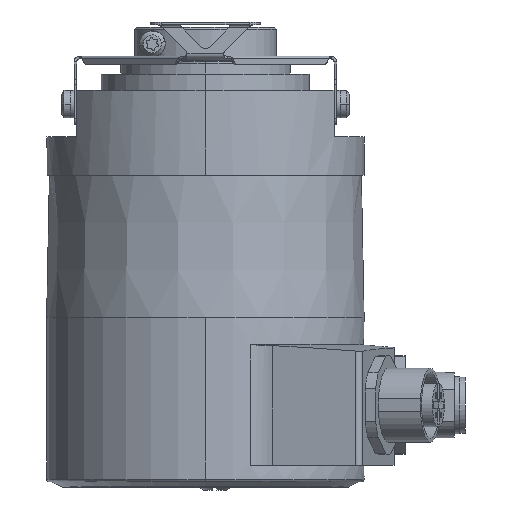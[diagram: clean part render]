
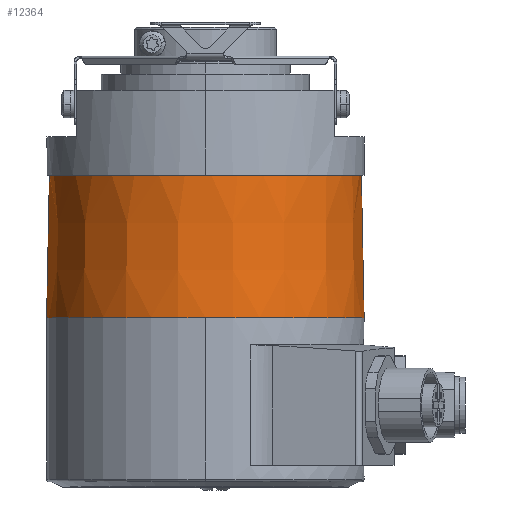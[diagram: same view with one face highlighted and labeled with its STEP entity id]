
A CAD part, left-side view. The second image highlights one B-rep face of the part: STEP entity #12364.
In plain terms, the highlighted conical face has half-angle 1.102 degrees and reference radius 28.75 mm.
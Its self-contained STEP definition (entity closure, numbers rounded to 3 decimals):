
#79=CARTESIAN_POINT('',(0.,0.,10.));
#80=DIRECTION('',(0.,0.,1.));
#81=DIRECTION('',(0.,1.,0.));
#82=AXIS2_PLACEMENT_3D('',#79,#80,#81);
#129=CARTESIAN_POINT('',(0.,0.,10.));
#130=DIRECTION('',(0.,0.,1.));
#131=DIRECTION('',(-0.076,0.997,0.));
#132=AXIS2_PLACEMENT_3D('',#129,#130,#131);
#139=DIRECTION('',(0.,0.019,-1.));
#140=VECTOR('',#139,26.005);
#141=CARTESIAN_POINT('',(0.,28.5,10.));
#142=LINE('',#141,#140);
#143=DIRECTION('',(0.,-0.019,-1.));
#144=VECTOR('',#143,26.005);
#145=CARTESIAN_POINT('',(0.,-28.5,10.));
#146=LINE('',#145,#144);
#157=CARTESIAN_POINT('',(0.,0.,-16.));
#158=DIRECTION('',(0.,0.,1.));
#159=DIRECTION('',(0.,1.,0.));
#160=AXIS2_PLACEMENT_3D('',#157,#158,#159);
#175=CARTESIAN_POINT('',(0.,0.,-16.));
#176=DIRECTION('',(0.,0.,1.));
#177=DIRECTION('',(-1.,0.,0.));
#178=AXIS2_PLACEMENT_3D('',#175,#176,#177);
#11302=CARTESIAN_POINT('',(0.,29.,-16.));
#11303=CARTESIAN_POINT('',(-29.,0.,-16.));
#11304=VERTEX_POINT('',#11302);
#11305=VERTEX_POINT('',#11303);
#11308=CARTESIAN_POINT('',(0.,-29.,-16.));
#11309=VERTEX_POINT('',#11308);
#11310=CARTESIAN_POINT('',(0.,28.5,10.));
#11311=VERTEX_POINT('',#11310);
#11326=CARTESIAN_POINT('',(-2.16,28.418,10.));
#11327=CARTESIAN_POINT('',(0.,-28.5,10.));
#11328=VERTEX_POINT('',#11326);
#11329=VERTEX_POINT('',#11327);
#12347=CARTESIAN_POINT('',(0.,0.,-3.));
#12348=DIRECTION('',(0.,0.,-1.));
#12349=DIRECTION('',(0.,-1.,0.));
#12350=AXIS2_PLACEMENT_3D('',#12347,#12348,#12349);
#12351=CONICAL_SURFACE('',#12350,28.75,1.102);
#12352=ORIENTED_EDGE('',*,*,#12332,.T.);
#12354=ORIENTED_EDGE('',*,*,#12353,.T.);
#12356=ORIENTED_EDGE('',*,*,#12355,.F.);
#12358=ORIENTED_EDGE('',*,*,#12357,.F.);
#12360=ORIENTED_EDGE('',*,*,#12359,.F.);
#12361=ORIENTED_EDGE('',*,*,#12295,.T.);
#12362=EDGE_LOOP('',(#12352,#12354,#12356,#12358,#12360,#12361));
#12363=FACE_OUTER_BOUND('',#12362,.F.);
#83=CIRCLE('',#82,28.5);
#133=CIRCLE('',#132,28.5);
#161=CIRCLE('',#160,29.);
#179=CIRCLE('',#178,29.);
#12295=EDGE_CURVE('',#11311,#11328,#83,.T.);
#12332=EDGE_CURVE('',#11328,#11329,#133,.T.);
#12353=EDGE_CURVE('',#11329,#11309,#146,.T.);
#12355=EDGE_CURVE('',#11305,#11309,#179,.T.);
#12357=EDGE_CURVE('',#11304,#11305,#161,.T.);
#12359=EDGE_CURVE('',#11311,#11304,#142,.T.);
#12364=ADVANCED_FACE('',(#12363),#12351,.T.);
